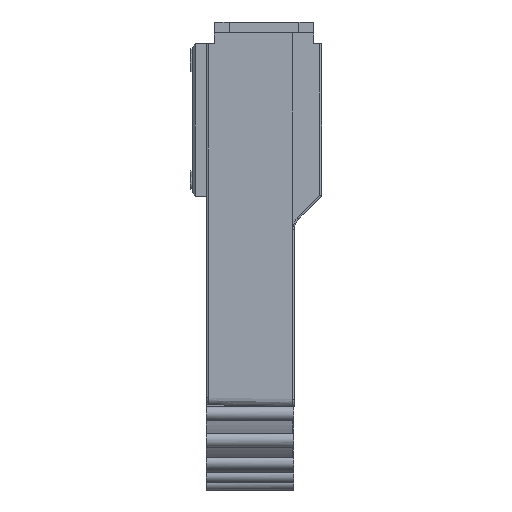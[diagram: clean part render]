
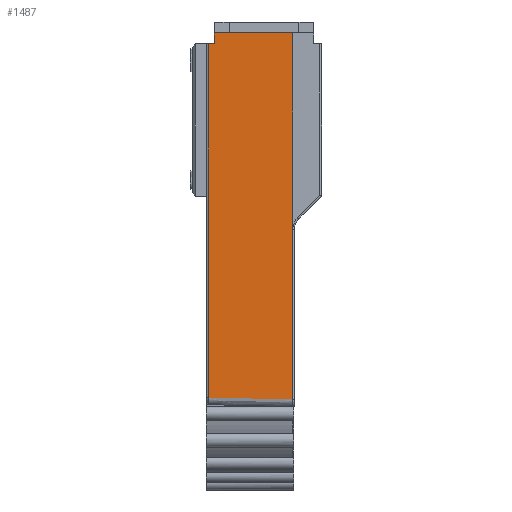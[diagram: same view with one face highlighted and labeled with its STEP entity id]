
A CAD part, left-side view. The second image highlights one B-rep face of the part: STEP entity #1487.
In plain terms, the highlighted planar face has unit normal (-1, 0.018, 0).
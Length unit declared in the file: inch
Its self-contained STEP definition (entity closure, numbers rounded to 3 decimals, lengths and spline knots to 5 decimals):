
#468 = VERTEX_POINT ( 'NONE', #61855 ) ;
#1487 = ADVANCED_FACE ( 'NONE', ( #24214 ), #25321, .T. ) ;
#2684 = CARTESIAN_POINT ( 'NONE',  ( -2.9375, -0.742, 0. ) ) ;
#3236 = DIRECTION ( 'NONE',  ( 0., 0., -1. ) ) ;
#4853 = CARTESIAN_POINT ( 'NONE',  ( -2.92574, -0.0685, 1.3125 ) ) ;
#6951 = EDGE_CURVE ( 'NONE', #44052, #468, #66460, .T. ) ;
#10136 = DIRECTION ( 'NONE',  ( 0., 0., 1. ) ) ;
#10706 = VECTOR ( 'NONE', #10136, 39.37008 ) ;
#11407 = EDGE_CURVE ( 'NONE', #59659, #468, #38415, .T. ) ;
#13167 = DIRECTION ( 'NONE',  ( 0., 0., -1. ) ) ;
#15925 = ORIENTED_EDGE ( 'NONE', *, *, #6951, .T. ) ;
#17025 = LINE ( 'NONE', #43438, #43062 ) ;
#17517 = DIRECTION ( 'NONE',  ( 0.017, 1., 0. ) ) ;
#19925 = EDGE_CURVE ( 'NONE', #28988, #51997, #56844, .T. ) ;
#22804 = CARTESIAN_POINT ( 'NONE',  ( -2.92898, -0.25372, -1.73996 ) ) ;
#24214 = FACE_OUTER_BOUND ( 'NONE', #66365, .T. ) ;
#25321 = PLANE ( 'NONE',  #36245 ) ;
#25811 = CARTESIAN_POINT ( 'NONE',  ( -2.9375, -0.742, 1.40625 ) ) ;
#25855 = CARTESIAN_POINT ( 'NONE',  ( -2.92482, -0.01535, 1.3125 ) ) ;
#28968 = VERTEX_POINT ( 'NONE', #25855 ) ;
#28988 = VERTEX_POINT ( 'NONE', #56784 ) ;
#29113 = DIRECTION ( 'NONE',  ( 0., 0., -1. ) ) ;
#30540 = DIRECTION ( 'NONE',  ( -1., 0.017, 0. ) ) ;
#33229 = CARTESIAN_POINT ( 'NONE',  ( -2.9375, -0.742, -1.74994 ) ) ;
#36245 = AXIS2_PLACEMENT_3D ( 'NONE', #56461, #30540, #66916 ) ;
#38415 = LINE ( 'NONE', #62288, #10706 ) ;
#39823 = EDGE_CURVE ( 'NONE', #59659, #28968, #17025, .T. ) ;
#39904 = EDGE_CURVE ( 'NONE', #55756, #51997, #67480, .T. ) ;
#41717 = EDGE_CURVE ( 'NONE', #28968, #28988, #50169, .T. ) ;
#42041 = ORIENTED_EDGE ( 'NONE', *, *, #11407, .F. ) ;
#43062 = VECTOR ( 'NONE', #17517, 39.37008 ) ;
#43143 = LINE ( 'NONE', #65476, #55368 ) ;
#43438 = CARTESIAN_POINT ( 'NONE',  ( -2.9375, -0.742, 1.3125 ) ) ;
#44052 = VERTEX_POINT ( 'NONE', #54760 ) ;
#44557 = ORIENTED_EDGE ( 'NONE', *, *, #41717, .T. ) ;
#45282 = ORIENTED_EDGE ( 'NONE', *, *, #39904, .F. ) ;
#47896 = CARTESIAN_POINT ( 'NONE',  ( -2.9375, -0.742, -1.74994 ) ) ;
#50169 = LINE ( 'NONE', #65593, #64034 ) ;
#50815 = EDGE_CURVE ( 'NONE', #44052, #55756, #43143, .T. ) ;
#51867 = ORIENTED_EDGE ( 'NONE', *, *, #19925, .T. ) ;
#51997 = VERTEX_POINT ( 'NONE', #47896 ) ;
#54760 = CARTESIAN_POINT ( 'NONE',  ( -2.9375, -0.742, 1.40625 ) ) ;
#55368 = VECTOR ( 'NONE', #29113, 39.37008 ) ;
#55756 = VERTEX_POINT ( 'NONE', #59351 ) ;
#56461 = CARTESIAN_POINT ( 'NONE',  ( -2.9375, -0.742, 0. ) ) ;
#56784 = CARTESIAN_POINT ( 'NONE',  ( -2.92482, -0.01535, -1.73378 ) ) ;
#56844 =( BOUNDED_CURVE ( )  B_SPLINE_CURVE ( 3, ( #59166, #22804, #64387, #33229 ),
 .UNSPECIFIED., .F., .F. ) 
 B_SPLINE_CURVE_WITH_KNOTS ( ( 4, 4 ),
 ( 1.33223, 1.5374 ),
 .UNSPECIFIED. ) 
 CURVE ( )  GEOMETRIC_REPRESENTATION_ITEM ( )  RATIONAL_B_SPLINE_CURVE ( ( 1., 0.996, 0.996, 1. ) ) 
 REPRESENTATION_ITEM ( '' )  );
#57179 = DIRECTION ( 'NONE',  ( 0.017, 1., 0. ) ) ;
#59166 = CARTESIAN_POINT ( 'NONE',  ( -2.92482, -0.01535, -1.73378 ) ) ;
#59351 = CARTESIAN_POINT ( 'NONE',  ( -2.9375, -0.742, -1.74993 ) ) ;
#59659 = VERTEX_POINT ( 'NONE', #4853 ) ;
#61855 = CARTESIAN_POINT ( 'NONE',  ( -2.92574, -0.0685, 1.40625 ) ) ;
#62288 = CARTESIAN_POINT ( 'NONE',  ( -2.92574, -0.0685, 1.3125 ) ) ;
#62437 = ORIENTED_EDGE ( 'NONE', *, *, #50815, .F. ) ;
#64034 = VECTOR ( 'NONE', #3236, 39.37008 ) ;
#64387 = CARTESIAN_POINT ( 'NONE',  ( -2.93322, -0.49679, -1.74537 ) ) ;
#64849 = VECTOR ( 'NONE', #57179, 39.37008 ) ;
#65476 = CARTESIAN_POINT ( 'NONE',  ( -2.9375, -0.742, 0. ) ) ;
#65593 = CARTESIAN_POINT ( 'NONE',  ( -2.92482, -0.01535, 0. ) ) ;
#65612 = ORIENTED_EDGE ( 'NONE', *, *, #39823, .T. ) ;
#65850 = VECTOR ( 'NONE', #13167, 39.37008 ) ;
#66365 = EDGE_LOOP ( 'NONE', ( #65612, #44557, #51867, #45282, #62437, #15925, #42041 ) ) ;
#66460 = LINE ( 'NONE', #25811, #64849 ) ;
#66916 = DIRECTION ( 'NONE',  ( -0.017, -1., 0. ) ) ;
#67480 = LINE ( 'NONE', #2684, #65850 ) ;
